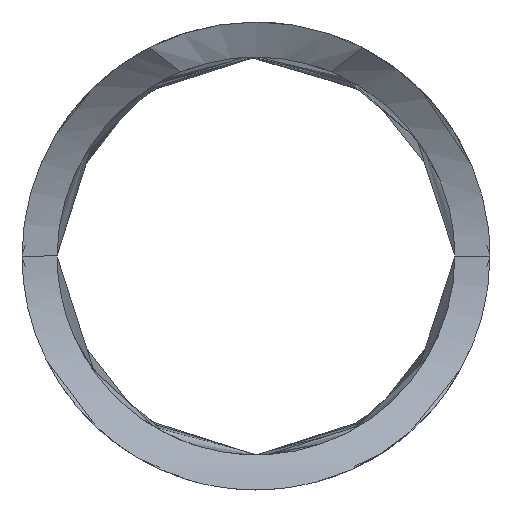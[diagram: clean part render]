
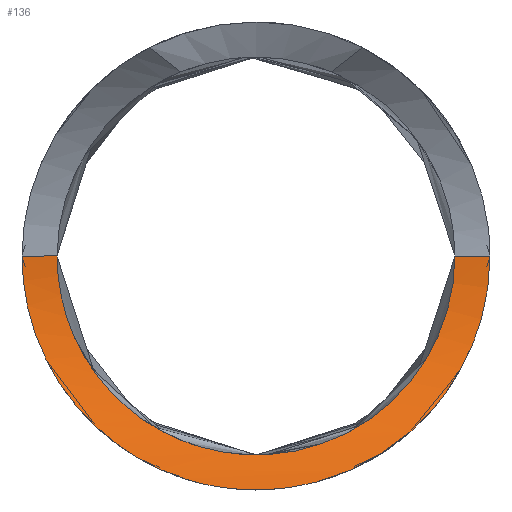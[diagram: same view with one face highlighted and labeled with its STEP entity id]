
A CAD part, front view. The second image highlights one B-rep face of the part: STEP entity #136.
In plain terms, the highlighted cylindrical face has radius 12.5 mm (diameter 25 mm), a partial arc.
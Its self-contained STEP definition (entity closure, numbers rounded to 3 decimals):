
#52=CARTESIAN_POINT('Axis2P3D Location',(-435.,-180.,0.)) ;
#57=CARTESIAN_POINT('Line Origine',(-435.,-167.5,0.)) ;
#61=CARTESIAN_POINT('Vertex',(-445.,-167.5,0.)) ;
#63=CARTESIAN_POINT('Vertex',(-443.5,-167.5,0.)) ;
#67=CARTESIAN_POINT('Control Point',(-425.,-167.5,0.)) ;
#68=CARTESIAN_POINT('Control Point',(-425.,-167.5,-0.729)) ;
#69=CARTESIAN_POINT('Control Point',(-425.066,-167.553,-1.466)) ;
#70=CARTESIAN_POINT('Control Point',(-425.202,-167.662,-2.196)) ;
#71=CARTESIAN_POINT('Control Point',(-425.652,-168.019,-3.779)) ;
#72=CARTESIAN_POINT('Control Point',(-426.398,-168.593,-5.215)) ;
#73=CARTESIAN_POINT('Control Point',(-426.889,-168.961,-5.944)) ;
#74=CARTESIAN_POINT('Control Point',(-428.059,-169.809,-7.34)) ;
#75=CARTESIAN_POINT('Control Point',(-429.5,-170.729,-8.431)) ;
#76=CARTESIAN_POINT('Control Point',(-430.321,-171.206,-8.916)) ;
#77=CARTESIAN_POINT('Control Point',(-431.765,-171.92,-9.554)) ;
#78=CARTESIAN_POINT('Control Point',(-433.399,-172.367,-9.902)) ;
#79=CARTESIAN_POINT('Control Point',(-434.042,-172.482,-9.987)) ;
#80=CARTESIAN_POINT('Control Point',(-435.136,-172.549,-10.037)) ;
#81=CARTESIAN_POINT('Control Point',(-436.215,-172.42,-9.94)) ;
#82=CARTESIAN_POINT('Control Point',(-436.639,-172.339,-9.878)) ;
#83=CARTESIAN_POINT('Control Point',(-437.537,-172.11,-9.699)) ;
#84=CARTESIAN_POINT('Control Point',(-438.38,-171.789,-9.429)) ;
#85=CARTESIAN_POINT('Control Point',(-438.819,-171.596,-9.26)) ;
#86=CARTESIAN_POINT('Control Point',(-439.795,-171.121,-8.816)) ;
#87=CARTESIAN_POINT('Control Point',(-440.683,-170.602,-8.26)) ;
#88=CARTESIAN_POINT('Control Point',(-441.161,-170.303,-7.91)) ;
#89=CARTESIAN_POINT('Control Point',(-442.395,-169.49,-6.858)) ;
#90=CARTESIAN_POINT('Control Point',(-443.409,-168.742,-5.561)) ;
#91=CARTESIAN_POINT('Control Point',(-443.956,-168.323,-4.642)) ;
#92=CARTESIAN_POINT('Control Point',(-444.581,-167.834,-3.154)) ;
#93=CARTESIAN_POINT('Control Point',(-444.898,-167.582,-1.567)) ;
#94=CARTESIAN_POINT('Control Point',(-444.966,-167.527,-1.044)) ;
#95=CARTESIAN_POINT('Control Point',(-445.,-167.5,-0.52)) ;
#96=CARTESIAN_POINT('Control Point',(-445.,-167.5,0.)) ;
#97=CARTESIAN_POINT('Vertex',(-425.,-167.5,0.)) ;
#100=CARTESIAN_POINT('Line Origine',(-435.,-167.5,0.)) ;
#104=CARTESIAN_POINT('Vertex',(-426.5,-167.5,0.)) ;
#108=CARTESIAN_POINT('Control Point',(-426.5,-167.5,0.)) ;
#109=CARTESIAN_POINT('Control Point',(-426.5,-167.5,-1.143)) ;
#110=CARTESIAN_POINT('Control Point',(-426.692,-167.631,-2.308)) ;
#111=CARTESIAN_POINT('Control Point',(-427.093,-167.903,-3.425)) ;
#112=CARTESIAN_POINT('Control Point',(-428.002,-168.494,-5.043)) ;
#113=CARTESIAN_POINT('Control Point',(-429.279,-169.208,-6.342)) ;
#114=CARTESIAN_POINT('Control Point',(-429.808,-169.483,-6.782)) ;
#115=CARTESIAN_POINT('Control Point',(-431.055,-170.069,-7.625)) ;
#116=CARTESIAN_POINT('Control Point',(-432.506,-170.548,-8.191)) ;
#117=CARTESIAN_POINT('Control Point',(-433.348,-170.75,-8.408)) ;
#118=CARTESIAN_POINT('Control Point',(-435.191,-170.948,-8.622)) ;
#119=CARTESIAN_POINT('Control Point',(-437.022,-170.686,-8.34)) ;
#120=CARTESIAN_POINT('Control Point',(-437.917,-170.431,-8.061)) ;
#121=CARTESIAN_POINT('Control Point',(-439.271,-169.926,-7.441)) ;
#122=CARTESIAN_POINT('Control Point',(-440.43,-169.357,-6.575)) ;
#123=CARTESIAN_POINT('Control Point',(-440.853,-169.133,-6.202)) ;
#124=CARTESIAN_POINT('Control Point',(-442.036,-168.47,-4.97)) ;
#125=CARTESIAN_POINT('Control Point',(-442.896,-167.911,-3.456)) ;
#126=CARTESIAN_POINT('Control Point',(-443.304,-167.633,-2.329)) ;
#127=CARTESIAN_POINT('Control Point',(-443.5,-167.5,-1.153)) ;
#128=CARTESIAN_POINT('Control Point',(-443.5,-167.5,0.)) ;
#53=DIRECTION('Axis2P3D Direction',(-1.,0.,0.)) ;
#54=DIRECTION('Axis2P3D XDirection',(0.,-1.,0.)) ;
#58=DIRECTION('Vector Direction',(-1.,0.,0.)) ;
#101=DIRECTION('Vector Direction',(-1.,0.,0.)) ;
#55=AXIS2_PLACEMENT_3D('Cylinder Axis2P3D',#52,#53,#54) ;
#131=ORIENTED_EDGE('',*,*,#65,.F.) ;
#132=ORIENTED_EDGE('',*,*,#99,.F.) ;
#133=ORIENTED_EDGE('',*,*,#106,.F.) ;
#134=ORIENTED_EDGE('',*,*,#129,.T.) ;
#59=VECTOR('Line Direction',#58,1.) ;
#102=VECTOR('Line Direction',#101,1.) ;
#136=ADVANCED_FACE('Corps principal',(#135),#56,.F.) ;
#66=B_SPLINE_CURVE_WITH_KNOTS('',5,(#67,#68,#69,#70,#71,#72,#73,#74,#75,#76,#77,#78,#79,#80,#81,#82,#83,#84,#85,#86,#87,#88,#89,#90,#91,#92,#93,#94,#95,#96),.UNSPECIFIED.,.F.,.U.,(6,3,3,3,3,3,3,3,3,6),(0.,5.449,12.152,19.549,24.041,27.035,30.547,35.174,43.232,47.118),.UNSPECIFIED.) ;
#107=B_SPLINE_CURVE_WITH_KNOTS('',5,(#108,#109,#110,#111,#112,#113,#114,#115,#116,#117,#118,#119,#120,#121,#122,#123,#124,#125,#126,#127,#128),.UNSPECIFIED.,.F.,.U.,(6,3,3,3,3,3,6),(0.,8.54,13.688,19.75,26.349,30.578,39.197),.UNSPECIFIED.) ;
#56=CYLINDRICAL_SURFACE('generated cylinder',#55,12.5) ;
#65=EDGE_CURVE('',#62,#64,#60,.F.) ;
#99=EDGE_CURVE('',#98,#62,#66,.T.) ;
#106=EDGE_CURVE('',#105,#98,#103,.F.) ;
#129=EDGE_CURVE('',#105,#64,#107,.T.) ;
#130=EDGE_LOOP('',(#131,#132,#133,#134)) ;
#135=FACE_OUTER_BOUND('',#130,.T.) ;
#60=LINE('Line',#57,#59) ;
#103=LINE('Line',#100,#102) ;
#62=VERTEX_POINT('',#61) ;
#64=VERTEX_POINT('',#63) ;
#98=VERTEX_POINT('',#97) ;
#105=VERTEX_POINT('',#104) ;
